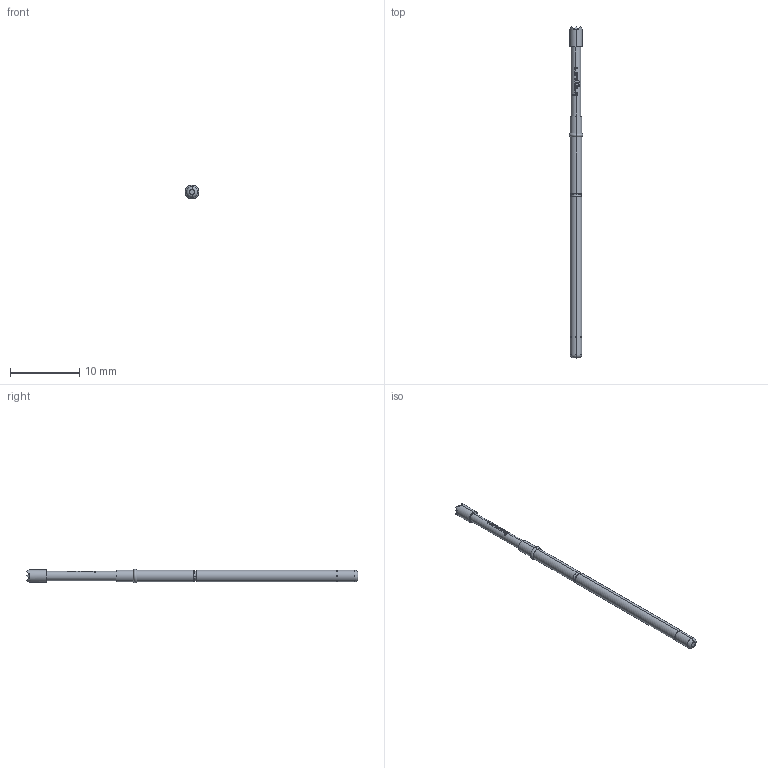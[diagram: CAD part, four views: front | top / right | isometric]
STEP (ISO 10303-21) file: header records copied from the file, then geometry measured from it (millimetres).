
FILE_DESCRIPTION (( 'STEP AP203' ), '1' );
FILE_NAME ('INGUN_GKS-204_206_180_R_xx03.STEP', '2022-01-27T08:20:12', ( 'ochi' ), ( '' ), 'SwSTEP 2.0', 'SolidWorks 2018', '' );
FILE_SCHEMA (( 'CONFIG_CONTROL_DESIGN' ));
Length unit declared in the file: millimetre
Products named in the file (1): INGUN_GKS-204_206_180_R_xx03
Bounding box: 2 x 47.9 x 2 mm (x, y, z)
Volume: 94.9 mm3; surface area: 246.6 mm2
Topology: 1 solids, 1 shells, 135 faces, 347 edges, 217 vertices
Faces by surface type: plane 59, bspline 42, cylinder 22, torus 12
Entity records: 5134 total; most frequent: CARTESIAN_POINT 2380, ORIENTED_EDGE 694, EDGE_CURVE 347, DIRECTION 345, VERTEX_POINT 217, B_SPLINE_CURVE_WITH_KNOTS 204, EDGE_LOOP 138, AXIS2_PLACEMENT_3D 138
